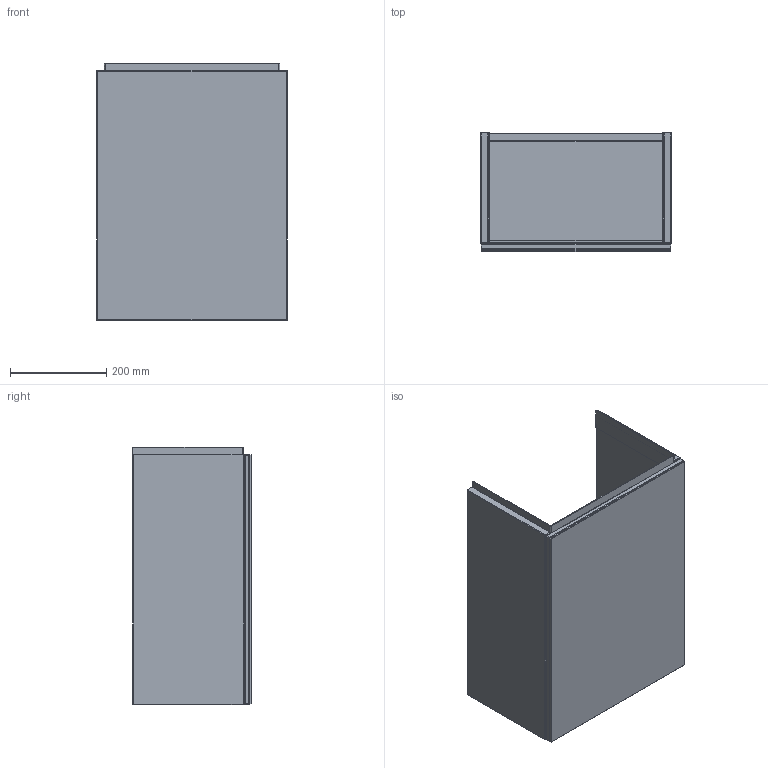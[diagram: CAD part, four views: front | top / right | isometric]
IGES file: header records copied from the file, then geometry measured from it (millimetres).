
Global section: file name: 500607; native system: Autodesk Inventor 2018; preprocessor: unknown; author: seihe2; date: 20200224.081559; units: millimetre
Bounding box: 396 x 246 x 534 mm (x, y, z)
Volume: 10560743.2 mm3; surface area: 1496754.7 mm2
Topology: 3 solids, 3 shells, 176 faces, 384 edges, 180 vertices
Faces by surface type: bspline 176
